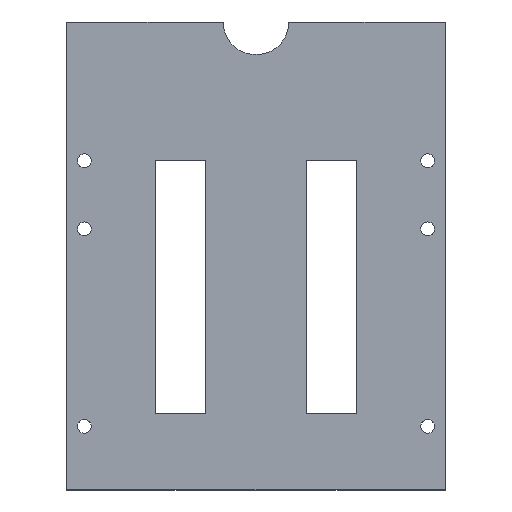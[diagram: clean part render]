
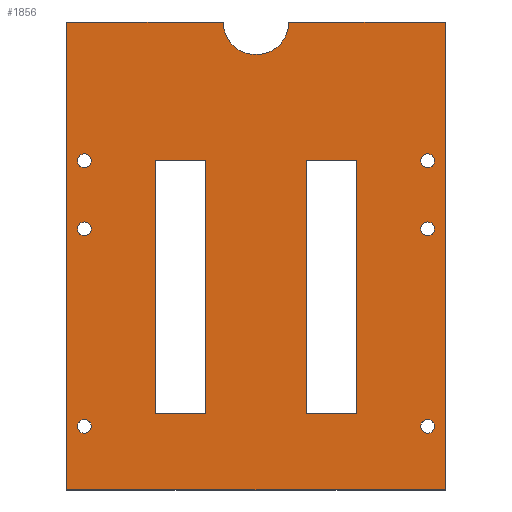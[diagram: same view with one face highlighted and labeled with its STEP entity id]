
A CAD part, top view. The second image highlights one B-rep face of the part: STEP entity #1856.
In plain terms, the highlighted planar face has unit normal (0, 0, 1).
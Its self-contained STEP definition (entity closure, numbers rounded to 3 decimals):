
#23=FACE_BOUND('',#278,.T.);
#24=FACE_BOUND('',#279,.T.);
#25=FACE_BOUND('',#280,.T.);
#26=FACE_BOUND('',#281,.T.);
#27=FACE_BOUND('',#282,.T.);
#28=FACE_BOUND('',#283,.T.);
#29=FACE_BOUND('',#284,.T.);
#30=FACE_BOUND('',#285,.T.);
#67=CIRCLE('',#2014,2.75);
#68=CIRCLE('',#2015,2.75);
#69=CIRCLE('',#2016,2.75);
#70=CIRCLE('',#2017,2.75);
#71=CIRCLE('',#2018,2.75);
#72=CIRCLE('',#2019,2.75);
#172=FACE_OUTER_BOUND('',#277,.T.);
#277=EDGE_LOOP('',(#1435,#1436,#1437,#1438,#1439,#1440,#1441));
#278=EDGE_LOOP('',(#1442,#1443,#1444,#1445));
#279=EDGE_LOOP('',(#1446,#1447,#1448,#1449));
#280=EDGE_LOOP('',(#1450));
#281=EDGE_LOOP('',(#1451));
#282=EDGE_LOOP('',(#1452));
#283=EDGE_LOOP('',(#1453));
#284=EDGE_LOOP('',(#1454));
#285=EDGE_LOOP('',(#1455));
#361=LINE('',#2684,#558);
#435=LINE('',#2925,#632);
#440=LINE('',#2940,#637);
#454=LINE('',#2972,#651);
#460=LINE('',#2985,#657);
#461=LINE('',#2987,#658);
#462=LINE('',#2988,#659);
#463=LINE('',#2990,#660);
#464=LINE('',#2992,#661);
#465=LINE('',#2993,#662);
#466=LINE('',#2995,#663);
#467=LINE('',#2997,#664);
#468=LINE('',#2998,#665);
#558=VECTOR('',#2127,10.);
#632=VECTOR('',#2317,10.);
#637=VECTOR('',#2332,10.);
#651=VECTOR('',#2368,10.);
#657=VECTOR('',#2378,10.);
#658=VECTOR('',#2379,10.);
#659=VECTOR('',#2380,10.);
#660=VECTOR('',#2381,10.);
#661=VECTOR('',#2382,10.);
#662=VECTOR('',#2383,10.);
#663=VECTOR('',#2384,10.);
#664=VECTOR('',#2385,10.);
#665=VECTOR('',#2386,10.);
#750=ELLIPSE('',#1935,12.829,12.5);
#752=ELLIPSE('',#1941,12.829,12.5);
#774=VERTEX_POINT('',#2672);
#775=VERTEX_POINT('',#2674);
#778=VERTEX_POINT('',#2681);
#779=VERTEX_POINT('',#2683);
#862=VERTEX_POINT('',#2915);
#866=VERTEX_POINT('',#2923);
#870=VERTEX_POINT('',#2937);
#871=VERTEX_POINT('',#2939);
#878=VERTEX_POINT('',#2970);
#883=VERTEX_POINT('',#2984);
#884=VERTEX_POINT('',#2986);
#885=VERTEX_POINT('',#2989);
#886=VERTEX_POINT('',#2991);
#887=VERTEX_POINT('',#2994);
#888=VERTEX_POINT('',#2996);
#889=VERTEX_POINT('',#2999);
#890=VERTEX_POINT('',#3001);
#891=VERTEX_POINT('',#3003);
#892=VERTEX_POINT('',#3005);
#893=VERTEX_POINT('',#3007);
#894=VERTEX_POINT('',#3009);
#951=EDGE_CURVE('',#774,#775,#750,.T.);
#955=EDGE_CURVE('',#779,#778,#361,.F.);
#962=EDGE_CURVE('',#775,#778,#752,.T.);
#1065=EDGE_CURVE('',#862,#866,#435,.T.);
#1072=EDGE_CURVE('',#871,#870,#440,.T.);
#1088=EDGE_CURVE('',#774,#878,#454,.F.);
#1094=EDGE_CURVE('',#878,#883,#460,.T.);
#1095=EDGE_CURVE('',#883,#884,#461,.T.);
#1096=EDGE_CURVE('',#884,#779,#462,.T.);
#1097=EDGE_CURVE('',#866,#885,#463,.T.);
#1098=EDGE_CURVE('',#885,#886,#464,.T.);
#1099=EDGE_CURVE('',#886,#862,#465,.T.);
#1100=EDGE_CURVE('',#870,#887,#466,.T.);
#1101=EDGE_CURVE('',#887,#888,#467,.T.);
#1102=EDGE_CURVE('',#888,#871,#468,.T.);
#1103=EDGE_CURVE('',#889,#889,#67,.T.);
#1104=EDGE_CURVE('',#890,#890,#68,.T.);
#1105=EDGE_CURVE('',#891,#891,#69,.T.);
#1106=EDGE_CURVE('',#892,#892,#70,.T.);
#1107=EDGE_CURVE('',#893,#893,#71,.T.);
#1108=EDGE_CURVE('',#894,#894,#72,.T.);
#1435=ORIENTED_EDGE('',*,*,#951,.F.);
#1436=ORIENTED_EDGE('',*,*,#1088,.T.);
#1437=ORIENTED_EDGE('',*,*,#1094,.T.);
#1438=ORIENTED_EDGE('',*,*,#1095,.T.);
#1439=ORIENTED_EDGE('',*,*,#1096,.T.);
#1440=ORIENTED_EDGE('',*,*,#955,.T.);
#1441=ORIENTED_EDGE('',*,*,#962,.F.);
#1442=ORIENTED_EDGE('',*,*,#1097,.T.);
#1443=ORIENTED_EDGE('',*,*,#1098,.T.);
#1444=ORIENTED_EDGE('',*,*,#1099,.T.);
#1445=ORIENTED_EDGE('',*,*,#1065,.T.);
#1446=ORIENTED_EDGE('',*,*,#1072,.T.);
#1447=ORIENTED_EDGE('',*,*,#1100,.T.);
#1448=ORIENTED_EDGE('',*,*,#1101,.T.);
#1449=ORIENTED_EDGE('',*,*,#1102,.T.);
#1450=ORIENTED_EDGE('',*,*,#1103,.T.);
#1451=ORIENTED_EDGE('',*,*,#1104,.T.);
#1452=ORIENTED_EDGE('',*,*,#1105,.T.);
#1453=ORIENTED_EDGE('',*,*,#1106,.T.);
#1454=ORIENTED_EDGE('',*,*,#1107,.T.);
#1455=ORIENTED_EDGE('',*,*,#1108,.T.);
#1779=PLANE('',#2013);
#1856=ADVANCED_FACE('',(#172,#23,#24,#25,#26,#27,#28,#29,#30),#1779,.T.);
#1935=AXIS2_PLACEMENT_3D('',#2675,#2119,#2120);
#1941=AXIS2_PLACEMENT_3D('',#2706,#2138,#2139);
#2013=AXIS2_PLACEMENT_3D('',#2983,#2376,#2377);
#2014=AXIS2_PLACEMENT_3D('',#3000,#2387,#2388);
#2015=AXIS2_PLACEMENT_3D('',#3002,#2389,#2390);
#2016=AXIS2_PLACEMENT_3D('',#3004,#2391,#2392);
#2017=AXIS2_PLACEMENT_3D('',#3006,#2393,#2394);
#2018=AXIS2_PLACEMENT_3D('',#3008,#2395,#2396);
#2019=AXIS2_PLACEMENT_3D('',#3010,#2397,#2398);
#2119=DIRECTION('center_axis',(0.,0.,1.));
#2120=DIRECTION('ref_axis',(0.,-1.,0.));
#2127=DIRECTION('',(1.,0.,0.));
#2138=DIRECTION('center_axis',(0.,0.,1.));
#2139=DIRECTION('ref_axis',(0.,-1.,0.));
#2317=DIRECTION('',(0.,1.,0.));
#2332=DIRECTION('',(0.,-1.,0.));
#2368=DIRECTION('',(1.,0.,0.));
#2376=DIRECTION('center_axis',(0.,0.,1.));
#2377=DIRECTION('ref_axis',(1.,0.,0.));
#2378=DIRECTION('',(0.,-1.,0.));
#2379=DIRECTION('',(1.,0.,0.));
#2380=DIRECTION('',(0.,1.,0.));
#2381=DIRECTION('',(1.,0.,0.));
#2382=DIRECTION('',(0.,-1.,0.));
#2383=DIRECTION('',(-1.,0.,0.));
#2384=DIRECTION('',(-1.,0.,0.));
#2385=DIRECTION('',(0.,1.,0.));
#2386=DIRECTION('',(1.,0.,0.));
#2387=DIRECTION('center_axis',(0.,0.,-1.));
#2388=DIRECTION('ref_axis',(1.,0.,0.));
#2389=DIRECTION('center_axis',(0.,0.,-1.));
#2390=DIRECTION('ref_axis',(1.,0.,0.));
#2391=DIRECTION('center_axis',(0.,0.,-1.));
#2392=DIRECTION('ref_axis',(1.,0.,0.));
#2393=DIRECTION('center_axis',(0.,0.,-1.));
#2394=DIRECTION('ref_axis',(1.,0.,0.));
#2395=DIRECTION('center_axis',(0.,0.,-1.));
#2396=DIRECTION('ref_axis',(1.,0.,0.));
#2397=DIRECTION('center_axis',(0.,0.,-1.));
#2398=DIRECTION('ref_axis',(1.,0.,0.));
#2672=CARTESIAN_POINT('',(62.,187.5,2.));
#2674=CARTESIAN_POINT('',(75.,174.667,2.));
#2675=CARTESIAN_POINT('Origin',(74.5,187.485,2.));
#2681=CARTESIAN_POINT('',(88.,187.5,2.));
#2683=CARTESIAN_POINT('',(150.,187.5,2.));
#2684=CARTESIAN_POINT('',(112.5,187.5,2.));
#2706=CARTESIAN_POINT('Origin',(75.5,187.485,2.));
#2915=CARTESIAN_POINT('',(95.,32.2,2.));
#2923=CARTESIAN_POINT('',(95.,132.5,2.));
#2925=CARTESIAN_POINT('',(95.,23.2,2.));
#2937=CARTESIAN_POINT('',(55.,32.2,2.));
#2939=CARTESIAN_POINT('',(55.,132.5,2.));
#2940=CARTESIAN_POINT('',(55.,190.,2.));
#2970=CARTESIAN_POINT('',(0.,187.5,2.));
#2972=CARTESIAN_POINT('',(112.5,187.5,2.));
#2983=CARTESIAN_POINT('Origin',(75.,95.,2.));
#2984=CARTESIAN_POINT('',(0.,2.,2.));
#2985=CARTESIAN_POINT('',(0.,150.,2.));
#2986=CARTESIAN_POINT('',(150.,2.,2.));
#2987=CARTESIAN_POINT('',(37.5,2.,2.));
#2988=CARTESIAN_POINT('',(150.,0.,2.));
#2989=CARTESIAN_POINT('',(115.,132.5,2.));
#2990=CARTESIAN_POINT('',(35.,132.5,2.));
#2991=CARTESIAN_POINT('',(115.,32.2,2.));
#2992=CARTESIAN_POINT('',(115.,32.2,2.));
#2993=CARTESIAN_POINT('',(35.,32.2,2.));
#2994=CARTESIAN_POINT('',(35.,32.2,2.));
#2995=CARTESIAN_POINT('',(35.,32.2,2.));
#2996=CARTESIAN_POINT('',(35.,132.5,2.));
#2997=CARTESIAN_POINT('',(35.,132.5,2.));
#2998=CARTESIAN_POINT('',(35.,132.5,2.));
#2999=CARTESIAN_POINT('',(140.25,27.2,2.));
#3000=CARTESIAN_POINT('Origin',(143.,27.2,2.));
#3001=CARTESIAN_POINT('',(4.25,132.5,2.));
#3002=CARTESIAN_POINT('Origin',(7.,132.5,2.));
#3003=CARTESIAN_POINT('',(140.25,105.5,2.));
#3004=CARTESIAN_POINT('Origin',(143.,105.5,2.));
#3005=CARTESIAN_POINT('',(4.25,27.2,2.));
#3006=CARTESIAN_POINT('Origin',(7.,27.2,2.));
#3007=CARTESIAN_POINT('',(4.25,105.5,2.));
#3008=CARTESIAN_POINT('Origin',(7.,105.5,2.));
#3009=CARTESIAN_POINT('',(140.25,132.5,2.));
#3010=CARTESIAN_POINT('Origin',(143.,132.5,2.));
